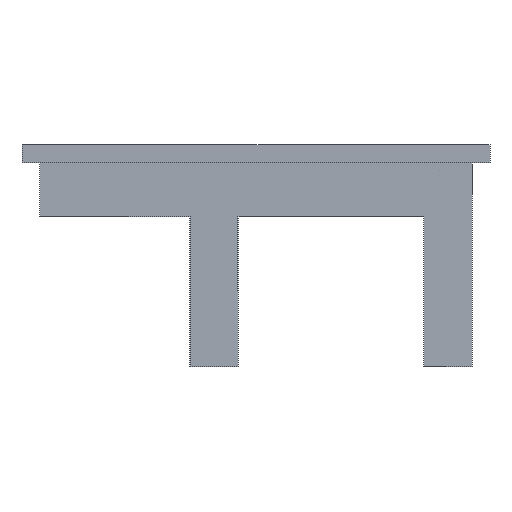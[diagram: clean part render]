
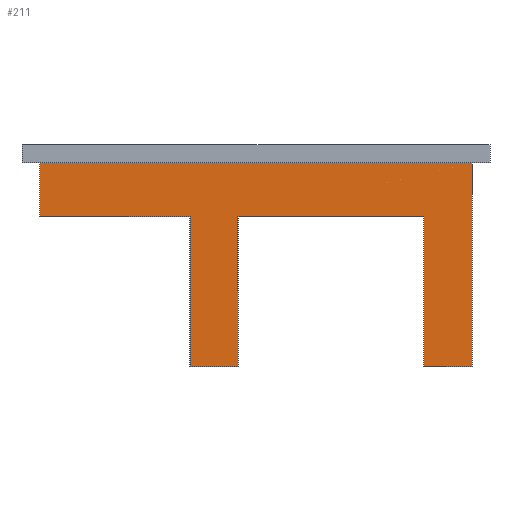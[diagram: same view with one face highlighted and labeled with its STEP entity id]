
A CAD part, left-side view. The second image highlights one B-rep face of the part: STEP entity #211.
In plain terms, the highlighted planar face has unit normal (-1, 0, 0).
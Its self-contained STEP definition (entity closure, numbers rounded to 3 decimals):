
#120 = CARTESIAN_POINT ( 'NONE',  ( -36., 11., -25. ) ) ;
#133 = EDGE_CURVE ( 'NONE', #223, #708, #753, .T. ) ;
#147 = EDGE_CURVE ( 'NONE', #1225, #223, #1717, .T. ) ;
#157 = ORIENTED_EDGE ( 'NONE', *, *, #133, .F. ) ;
#211 = ADVANCED_FACE ( 'NONE', ( #2250 ), #923, .F. ) ;
#223 = VERTEX_POINT ( 'NONE', #523 ) ;
#300 = AXIS2_PLACEMENT_3D ( 'NONE', #1722, #2280, #1730 ) ;
#308 = LINE ( 'NONE', #2372, #1300 ) ;
#310 = DIRECTION ( 'NONE',  ( 0., -1., 0. ) ) ;
#324 = CARTESIAN_POINT ( 'NONE',  ( -36., -28., -25. ) ) ;
#327 = ORIENTED_EDGE ( 'NONE', *, *, #1139, .T. ) ;
#354 = DIRECTION ( 'NONE',  ( 0., -1., 0. ) ) ;
#361 = DIRECTION ( 'NONE',  ( 0., 0., 1. ) ) ;
#382 = VERTEX_POINT ( 'NONE', #1180 ) ;
#386 = EDGE_CURVE ( 'NONE', #419, #708, #1221, .T. ) ;
#419 = VERTEX_POINT ( 'NONE', #1162 ) ;
#473 = VECTOR ( 'NONE', #1395, 1000. ) ;
#474 = CARTESIAN_POINT ( 'NONE',  ( -36., -36., 12. ) ) ;
#484 = CARTESIAN_POINT ( 'NONE',  ( -36., 36., 9. ) ) ;
#500 = EDGE_CURVE ( 'NONE', #1225, #1870, #751, .T. ) ;
#523 = CARTESIAN_POINT ( 'NONE',  ( -36., -36., 9. ) ) ;
#535 = DIRECTION ( 'NONE',  ( 0., 0., 1. ) ) ;
#563 = ORIENTED_EDGE ( 'NONE', *, *, #1976, .T. ) ;
#568 = CARTESIAN_POINT ( 'NONE',  ( -36., -28., 0. ) ) ;
#618 = ORIENTED_EDGE ( 'NONE', *, *, #977, .T. ) ;
#688 = LINE ( 'NONE', #2017, #2178 ) ;
#694 = DIRECTION ( 'NONE',  ( 0., 0., -1. ) ) ;
#708 = VERTEX_POINT ( 'NONE', #2052 ) ;
#751 = LINE ( 'NONE', #1389, #473 ) ;
#753 = LINE ( 'NONE', #474, #953 ) ;
#822 = ORIENTED_EDGE ( 'NONE', *, *, #386, .T. ) ;
#863 = DIRECTION ( 'NONE',  ( 0., -1., 0. ) ) ;
#867 = VECTOR ( 'NONE', #361, 1000. ) ;
#923 = PLANE ( 'NONE',  #300 ) ;
#943 = VECTOR ( 'NONE', #310, 1000. ) ;
#950 = VECTOR ( 'NONE', #354, 1000. ) ;
#953 = VECTOR ( 'NONE', #694, 1000. ) ;
#963 = CARTESIAN_POINT ( 'NONE',  ( -36., -36., -25. ) ) ;
#977 = EDGE_CURVE ( 'NONE', #1051, #382, #2239, .T. ) ;
#1024 = LINE ( 'NONE', #1185, #2366 ) ;
#1051 = VERTEX_POINT ( 'NONE', #2336 ) ;
#1058 = DIRECTION ( 'NONE',  ( 0., -1., 0. ) ) ;
#1136 = ORIENTED_EDGE ( 'NONE', *, *, #2474, .F. ) ;
#1139 = EDGE_CURVE ( 'NONE', #1870, #2077, #308, .T. ) ;
#1162 = CARTESIAN_POINT ( 'NONE',  ( -36., -28., -25. ) ) ;
#1179 = LINE ( 'NONE', #324, #1419 ) ;
#1180 = CARTESIAN_POINT ( 'NONE',  ( -36., 3., 0. ) ) ;
#1185 = CARTESIAN_POINT ( 'NONE',  ( -36., 11., -25. ) ) ;
#1202 = ORIENTED_EDGE ( 'NONE', *, *, #2303, .F. ) ;
#1221 = LINE ( 'NONE', #963, #950 ) ;
#1225 = VERTEX_POINT ( 'NONE', #1818 ) ;
#1288 = ORIENTED_EDGE ( 'NONE', *, *, #147, .F. ) ;
#1300 = VECTOR ( 'NONE', #1970, 1000. ) ;
#1338 = LINE ( 'NONE', #120, #943 ) ;
#1382 = EDGE_CURVE ( 'NONE', #2449, #1051, #1338, .T. ) ;
#1389 = CARTESIAN_POINT ( 'NONE',  ( -36., 36., 12. ) ) ;
#1392 = DIRECTION ( 'NONE',  ( 0., 0., 1. ) ) ;
#1395 = DIRECTION ( 'NONE',  ( 0., 0., -1. ) ) ;
#1419 = VECTOR ( 'NONE', #535, 1000. ) ;
#1561 = VERTEX_POINT ( 'NONE', #568 ) ;
#1717 = LINE ( 'NONE', #484, #2378 ) ;
#1719 = CARTESIAN_POINT ( 'NONE',  ( -36., 3., -25. ) ) ;
#1722 = CARTESIAN_POINT ( 'NONE',  ( -36., -36., 12. ) ) ;
#1730 = DIRECTION ( 'NONE',  ( 0., 0., -1. ) ) ;
#1777 = ORIENTED_EDGE ( 'NONE', *, *, #500, .T. ) ;
#1818 = CARTESIAN_POINT ( 'NONE',  ( -36., 36., 9. ) ) ;
#1870 = VERTEX_POINT ( 'NONE', #2441 ) ;
#1970 = DIRECTION ( 'NONE',  ( 0., -1., 0. ) ) ;
#1976 = EDGE_CURVE ( 'NONE', #382, #1561, #688, .T. ) ;
#1981 = ORIENTED_EDGE ( 'NONE', *, *, #1382, .T. ) ;
#2017 = CARTESIAN_POINT ( 'NONE',  ( -36., -36., 0. ) ) ;
#2052 = CARTESIAN_POINT ( 'NONE',  ( -36., -36., -25. ) ) ;
#2061 = CARTESIAN_POINT ( 'NONE',  ( -36., 11., 0. ) ) ;
#2077 = VERTEX_POINT ( 'NONE', #2061 ) ;
#2178 = VECTOR ( 'NONE', #1058, 1000. ) ;
#2239 = LINE ( 'NONE', #1719, #867 ) ;
#2246 = EDGE_LOOP ( 'NONE', ( #1288, #1777, #327, #1202, #1981, #618, #563, #1136, #822, #157 ) ) ;
#2250 = FACE_OUTER_BOUND ( 'NONE', #2246, .T. ) ;
#2280 = DIRECTION ( 'NONE',  ( 1., 0., 0. ) ) ;
#2303 = EDGE_CURVE ( 'NONE', #2449, #2077, #1024, .T. ) ;
#2336 = CARTESIAN_POINT ( 'NONE',  ( -36., 3., -25. ) ) ;
#2366 = VECTOR ( 'NONE', #1392, 1000. ) ;
#2372 = CARTESIAN_POINT ( 'NONE',  ( -36., -36., 0. ) ) ;
#2378 = VECTOR ( 'NONE', #863, 1000. ) ;
#2441 = CARTESIAN_POINT ( 'NONE',  ( -36., 36., 0. ) ) ;
#2449 = VERTEX_POINT ( 'NONE', #2492 ) ;
#2474 = EDGE_CURVE ( 'NONE', #419, #1561, #1179, .T. ) ;
#2492 = CARTESIAN_POINT ( 'NONE',  ( -36., 11., -25. ) ) ;
